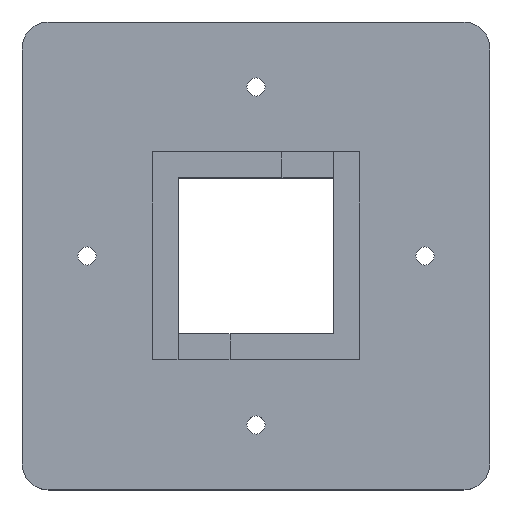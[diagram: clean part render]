
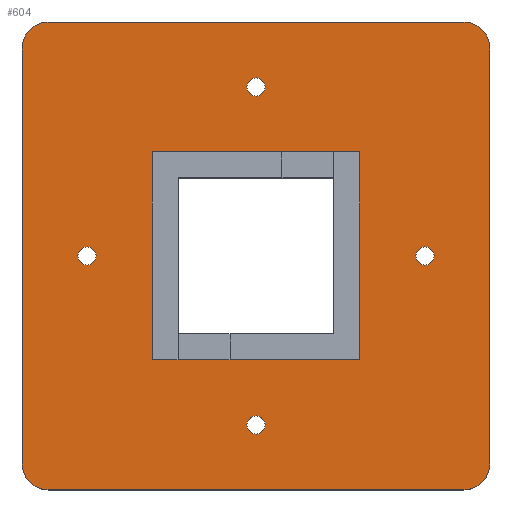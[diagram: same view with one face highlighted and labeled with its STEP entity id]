
A CAD part, top view. The second image highlights one B-rep face of the part: STEP entity #604.
In plain terms, the highlighted planar face has unit normal (0, 0, 1).
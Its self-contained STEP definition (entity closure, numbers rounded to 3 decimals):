
#14=FACE_BOUND('',#74,.T.);
#15=FACE_BOUND('',#75,.T.);
#16=FACE_BOUND('',#76,.T.);
#17=FACE_BOUND('',#77,.T.);
#18=FACE_BOUND('',#78,.T.);
#24=PLANE('',#650);
#45=FACE_OUTER_BOUND('',#73,.T.);
#73=EDGE_LOOP('',(#404,#405,#406,#407,#408,#409,#410,#411));
#74=EDGE_LOOP('',(#412,#413));
#75=EDGE_LOOP('',(#414,#415));
#76=EDGE_LOOP('',(#416));
#77=EDGE_LOOP('',(#417,#418));
#78=EDGE_LOOP('',(#419,#420,#421,#422));
#111=LINE('',#873,#173);
#112=LINE('',#877,#174);
#113=LINE('',#881,#175);
#114=LINE('',#885,#176);
#115=LINE('',#899,#177);
#116=LINE('',#901,#178);
#117=LINE('',#903,#179);
#118=LINE('',#904,#180);
#173=VECTOR('',#710,80.);
#174=VECTOR('',#713,80.);
#175=VECTOR('',#716,80.);
#176=VECTOR('',#719,80.);
#177=VECTOR('',#732,40.);
#178=VECTOR('',#733,40.);
#179=VECTOR('',#734,40.);
#180=VECTOR('',#735,40.);
#234=CIRCLE('',#646,1.75);
#237=CIRCLE('',#649,1.75);
#238=CIRCLE('',#651,5.);
#239=CIRCLE('',#652,5.);
#240=CIRCLE('',#653,5.);
#241=CIRCLE('',#654,5.);
#242=CIRCLE('',#655,1.75);
#243=CIRCLE('',#656,1.75);
#244=CIRCLE('',#657,1.75);
#245=CIRCLE('',#658,1.75);
#246=CIRCLE('',#659,1.75);
#256=VERTEX_POINT('',#861);
#257=VERTEX_POINT('',#862);
#260=VERTEX_POINT('',#871);
#261=VERTEX_POINT('',#872);
#262=VERTEX_POINT('',#874);
#263=VERTEX_POINT('',#876);
#264=VERTEX_POINT('',#878);
#265=VERTEX_POINT('',#880);
#266=VERTEX_POINT('',#882);
#267=VERTEX_POINT('',#884);
#268=VERTEX_POINT('',#887);
#269=VERTEX_POINT('',#888);
#270=VERTEX_POINT('',#891);
#271=VERTEX_POINT('',#893);
#272=VERTEX_POINT('',#894);
#273=VERTEX_POINT('',#897);
#274=VERTEX_POINT('',#898);
#275=VERTEX_POINT('',#900);
#276=VERTEX_POINT('',#902);
#314=EDGE_CURVE('',#256,#257,#234,.T.);
#318=EDGE_CURVE('',#257,#256,#237,.T.);
#319=EDGE_CURVE('',#260,#261,#111,.T.);
#320=EDGE_CURVE('',#262,#261,#238,.T.);
#321=EDGE_CURVE('',#262,#263,#112,.T.);
#322=EDGE_CURVE('',#264,#263,#239,.T.);
#323=EDGE_CURVE('',#264,#265,#113,.T.);
#324=EDGE_CURVE('',#266,#265,#240,.T.);
#325=EDGE_CURVE('',#266,#267,#114,.T.);
#326=EDGE_CURVE('',#260,#267,#241,.T.);
#327=EDGE_CURVE('',#268,#269,#242,.T.);
#328=EDGE_CURVE('',#269,#268,#243,.T.);
#329=EDGE_CURVE('',#270,#270,#244,.T.);
#330=EDGE_CURVE('',#271,#272,#245,.T.);
#331=EDGE_CURVE('',#272,#271,#246,.T.);
#332=EDGE_CURVE('',#273,#274,#115,.T.);
#333=EDGE_CURVE('',#275,#273,#116,.T.);
#334=EDGE_CURVE('',#276,#275,#117,.T.);
#335=EDGE_CURVE('',#274,#276,#118,.T.);
#404=ORIENTED_EDGE('',*,*,#319,.T.);
#405=ORIENTED_EDGE('',*,*,#320,.F.);
#406=ORIENTED_EDGE('',*,*,#321,.T.);
#407=ORIENTED_EDGE('',*,*,#322,.F.);
#408=ORIENTED_EDGE('',*,*,#323,.T.);
#409=ORIENTED_EDGE('',*,*,#324,.F.);
#410=ORIENTED_EDGE('',*,*,#325,.T.);
#411=ORIENTED_EDGE('',*,*,#326,.F.);
#412=ORIENTED_EDGE('',*,*,#314,.F.);
#413=ORIENTED_EDGE('',*,*,#318,.F.);
#414=ORIENTED_EDGE('',*,*,#327,.F.);
#415=ORIENTED_EDGE('',*,*,#328,.F.);
#416=ORIENTED_EDGE('',*,*,#329,.F.);
#417=ORIENTED_EDGE('',*,*,#330,.F.);
#418=ORIENTED_EDGE('',*,*,#331,.F.);
#419=ORIENTED_EDGE('',*,*,#332,.F.);
#420=ORIENTED_EDGE('',*,*,#333,.F.);
#421=ORIENTED_EDGE('',*,*,#334,.F.);
#422=ORIENTED_EDGE('',*,*,#335,.F.);
#604=ADVANCED_FACE('',(#45,#14,#15,#16,#17,#18),#24,.T.);
#646=AXIS2_PLACEMENT_3D('',#863,#699,#700);
#649=AXIS2_PLACEMENT_3D('',#869,#706,#707);
#650=AXIS2_PLACEMENT_3D('',#870,#708,#709);
#651=AXIS2_PLACEMENT_3D('',#875,#711,#712);
#652=AXIS2_PLACEMENT_3D('',#879,#714,#715);
#653=AXIS2_PLACEMENT_3D('',#883,#717,#718);
#654=AXIS2_PLACEMENT_3D('',#886,#720,#721);
#655=AXIS2_PLACEMENT_3D('',#889,#722,#723);
#656=AXIS2_PLACEMENT_3D('',#890,#724,#725);
#657=AXIS2_PLACEMENT_3D('',#892,#726,#727);
#658=AXIS2_PLACEMENT_3D('',#895,#728,#729);
#659=AXIS2_PLACEMENT_3D('',#896,#730,#731);
#699=DIRECTION('center_axis',(0.,0.,1.));
#700=DIRECTION('ref_axis',(0.,1.,0.));
#706=DIRECTION('center_axis',(0.,0.,1.));
#707=DIRECTION('ref_axis',(0.,1.,0.));
#708=DIRECTION('center_axis',(0.,0.,1.));
#709=DIRECTION('ref_axis',(1.,0.,0.));
#710=DIRECTION('',(1.,0.,0.));
#711=DIRECTION('center_axis',(0.,0.,-1.));
#712=DIRECTION('ref_axis',(1.,0.,0.));
#713=DIRECTION('',(0.,1.,0.));
#714=DIRECTION('center_axis',(0.,0.,-1.));
#715=DIRECTION('ref_axis',(0.,1.,0.));
#716=DIRECTION('',(-1.,0.,0.));
#717=DIRECTION('center_axis',(0.,0.,-1.));
#718=DIRECTION('ref_axis',(-1.,0.,0.));
#719=DIRECTION('',(0.,-1.,0.));
#720=DIRECTION('center_axis',(0.,0.,-1.));
#721=DIRECTION('ref_axis',(0.,-1.,0.));
#722=DIRECTION('center_axis',(0.,0.,1.));
#723=DIRECTION('ref_axis',(0.,1.,0.));
#724=DIRECTION('center_axis',(0.,0.,1.));
#725=DIRECTION('ref_axis',(0.,1.,0.));
#726=DIRECTION('center_axis',(0.,0.,1.));
#727=DIRECTION('ref_axis',(1.,0.,0.));
#728=DIRECTION('center_axis',(0.,0.,1.));
#729=DIRECTION('ref_axis',(-1.,0.,0.));
#730=DIRECTION('center_axis',(0.,0.,1.));
#731=DIRECTION('ref_axis',(-1.,0.,0.));
#732=DIRECTION('',(-1.,0.,0.));
#733=DIRECTION('',(0.,1.,0.));
#734=DIRECTION('',(1.,0.,0.));
#735=DIRECTION('',(0.,-1.,0.));
#861=CARTESIAN_POINT('',(45.,79.25,5.));
#862=CARTESIAN_POINT('',(43.25,77.5,5.));
#863=CARTESIAN_POINT('Origin',(45.,77.5,5.));
#869=CARTESIAN_POINT('Origin',(45.,77.5,5.));
#870=CARTESIAN_POINT('Origin',(0.,0.,5.));
#871=CARTESIAN_POINT('',(5.,0.,5.));
#872=CARTESIAN_POINT('',(85.,0.,5.));
#873=CARTESIAN_POINT('',(5.,0.,5.));
#874=CARTESIAN_POINT('',(90.,5.,5.));
#875=CARTESIAN_POINT('Origin',(85.,5.,5.));
#876=CARTESIAN_POINT('',(90.,85.,5.));
#877=CARTESIAN_POINT('',(90.,5.,5.));
#878=CARTESIAN_POINT('',(85.,90.,5.));
#879=CARTESIAN_POINT('Origin',(85.,85.,5.));
#880=CARTESIAN_POINT('',(5.,90.,5.));
#881=CARTESIAN_POINT('',(85.,90.,5.));
#882=CARTESIAN_POINT('',(0.,85.,5.));
#883=CARTESIAN_POINT('Origin',(5.,85.,5.));
#884=CARTESIAN_POINT('',(0.,5.,5.));
#885=CARTESIAN_POINT('',(0.,85.,5.));
#886=CARTESIAN_POINT('Origin',(5.,5.,5.));
#887=CARTESIAN_POINT('',(45.,10.75,5.));
#888=CARTESIAN_POINT('',(43.25,12.5,5.));
#889=CARTESIAN_POINT('Origin',(45.,12.5,5.));
#890=CARTESIAN_POINT('Origin',(45.,12.5,5.));
#891=CARTESIAN_POINT('',(10.75,45.,5.));
#892=CARTESIAN_POINT('Origin',(12.5,45.,5.));
#893=CARTESIAN_POINT('',(79.25,45.,5.));
#894=CARTESIAN_POINT('',(75.75,45.,5.));
#895=CARTESIAN_POINT('Origin',(77.5,45.,5.));
#896=CARTESIAN_POINT('Origin',(77.5,45.,5.));
#897=CARTESIAN_POINT('',(65.,65.,5.));
#898=CARTESIAN_POINT('',(25.,65.,5.));
#899=CARTESIAN_POINT('',(65.,65.,5.));
#900=CARTESIAN_POINT('',(65.,25.,5.));
#901=CARTESIAN_POINT('',(65.,25.,5.));
#902=CARTESIAN_POINT('',(25.,25.,5.));
#903=CARTESIAN_POINT('',(25.,25.,5.));
#904=CARTESIAN_POINT('',(25.,65.,5.));
